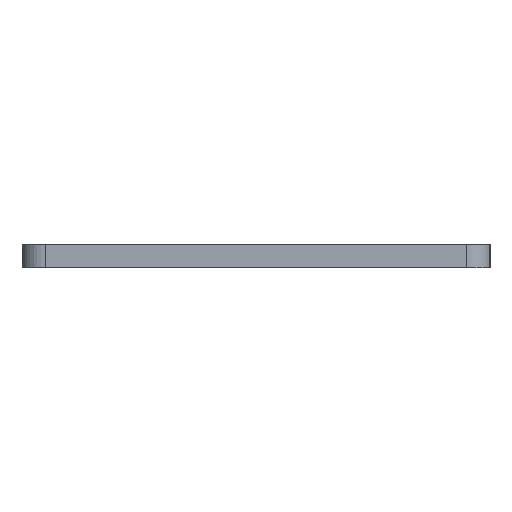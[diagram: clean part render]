
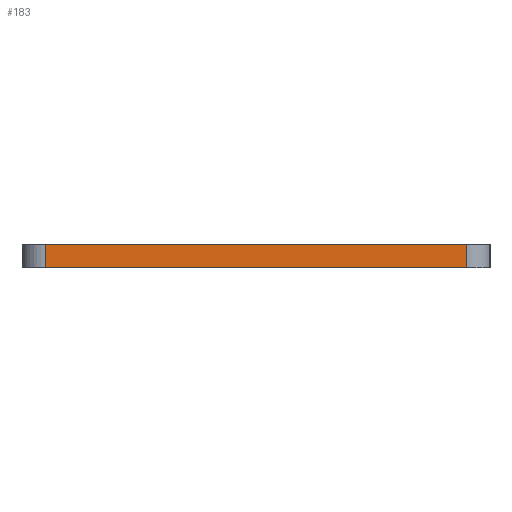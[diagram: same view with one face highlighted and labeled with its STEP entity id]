
A CAD part, left-side view. The second image highlights one B-rep face of the part: STEP entity #183.
In plain terms, the highlighted planar face has unit normal (-1, 0, 0).
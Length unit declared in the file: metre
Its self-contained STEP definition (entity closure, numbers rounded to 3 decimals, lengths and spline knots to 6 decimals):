
#183=ADVANCED_FACE('',(#532),#533,.T.);
#532=FACE_OUTER_BOUND('',#925,.T.);
#533=PLANE('',#926);
#925=EDGE_LOOP('',(#1456,#1457,#1458,#1459));
#926=AXIS2_PLACEMENT_3D('',#1460,#1461,#1462);
#1456=ORIENTED_EDGE('',*,*,#1827,.T.);
#1457=ORIENTED_EDGE('',*,*,#1895,.T.);
#1458=ORIENTED_EDGE('',*,*,#1875,.T.);
#1459=ORIENTED_EDGE('',*,*,#1891,.T.);
#1460=CARTESIAN_POINT('',(-0.2175,0.0,-0.001));
#1461=DIRECTION('',(-1.0,0.0,0.0));
#1462=DIRECTION('',(0.0,0.,-1.0));
#1827=EDGE_CURVE('',#2169,#2167,#2170,.T.);
#1875=EDGE_CURVE('',#2261,#2262,#2263,.T.);
#1891=EDGE_CURVE('',#2262,#2169,#2292,.F.);
#1895=EDGE_CURVE('',#2167,#2261,#2296,.T.);
#2167=VERTEX_POINT('',#2927);
#2169=VERTEX_POINT('',#2929);
#2170=LINE('',#2930,#2931);
#2261=VERTEX_POINT('',#3526);
#2262=VERTEX_POINT('',#3527);
#2263=LINE('',#3528,#3529);
#2292=LINE('',#3735,#3736);
#2296=LINE('',#3742,#3743);
#2927=CARTESIAN_POINT('',(-0.2175,-0.002,0.));
#2929=CARTESIAN_POINT('',(-0.2175,-0.038,0.));
#2930=CARTESIAN_POINT('',(-0.2175,0.0,0.));
#2931=VECTOR('',#4041,1.0);
#3526=CARTESIAN_POINT('',(-0.2175,-0.002,-0.002));
#3527=CARTESIAN_POINT('',(-0.2175,-0.038,-0.002));
#3528=CARTESIAN_POINT('',(-0.2175,0.,-0.002));
#3529=VECTOR('',#4096,1.0);
#3735=CARTESIAN_POINT('',(-0.2175,-0.038,-0.001));
#3736=VECTOR('',#4112,1.0);
#3742=CARTESIAN_POINT('',(-0.2175,-0.002,-0.001));
#3743=VECTOR('',#4115,1.0);
#4041=DIRECTION('',(0.0,1.0,0.));
#4096=DIRECTION('',(-0.0,-1.0,0.));
#4112=DIRECTION('',(0.0,0.,-1.0));
#4115=DIRECTION('',(0.0,0.0,-1.0));
